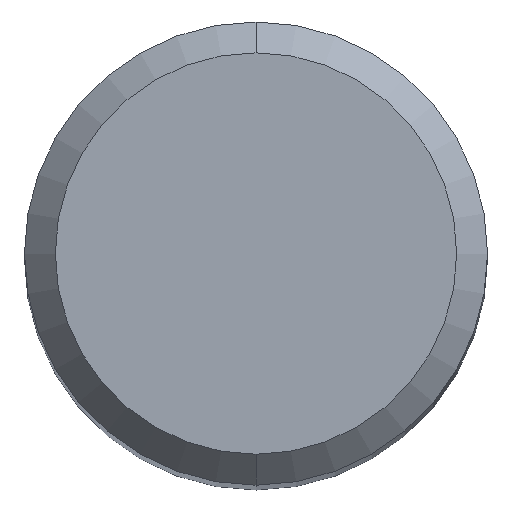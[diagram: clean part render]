
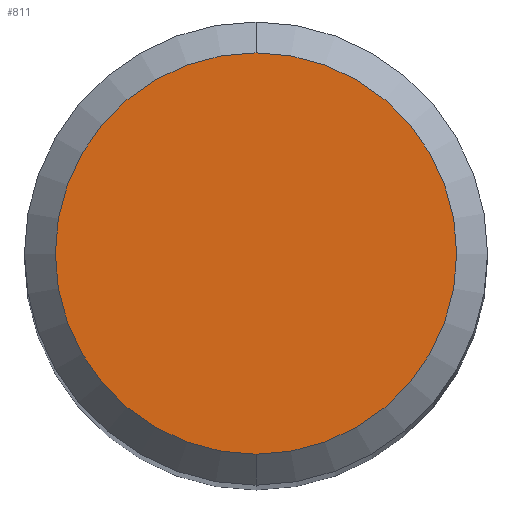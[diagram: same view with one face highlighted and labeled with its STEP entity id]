
A CAD part, top view. The second image highlights one B-rep face of the part: STEP entity #811.
In plain terms, the highlighted planar face has unit normal (0, 0, 1).
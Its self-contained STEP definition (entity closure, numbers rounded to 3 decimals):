
#575=EDGE_CURVE('',#1433,#739,#1627,.T.);
#739=VERTEX_POINT('',#1802);
#811=ADVANCED_FACE('',(#1882),#1883,.T.);
#1093=EDGE_CURVE('',#739,#1433,#2196,.T.);
#1433=VERTEX_POINT('',#2569);
#1627=CIRCLE('',#2834,2.6);
#1802=CARTESIAN_POINT('',(0.0,2.6,0.0));
#1882=FACE_OUTER_BOUND('',#4187,.T.);
#1883=PLANE('',#4188);
#2196=CIRCLE('',#5753,2.6);
#2569=CARTESIAN_POINT('',(0.,-2.6,0.0));
#2834=AXIS2_PLACEMENT_3D('',#8975,#8976,#8977);
#4187=EDGE_LOOP('',(#9242,#9243));
#4188=AXIS2_PLACEMENT_3D('',#9244,#9245,#9246);
#5753=AXIS2_PLACEMENT_3D('',#9628,#9629,#9630);
#8975=CARTESIAN_POINT('',(0.0,0.0,0.0));
#8976=DIRECTION('',(0.0,0.0,-1.0));
#8977=DIRECTION('',(0.0,1.0,0.0));
#9242=ORIENTED_EDGE('',*,*,#1093,.F.);
#9243=ORIENTED_EDGE('',*,*,#575,.F.);
#9244=CARTESIAN_POINT('',(0.0,1.3,0.0));
#9245=DIRECTION('',(-0.0,0.0,1.0));
#9246=DIRECTION('',(0.0,-1.0,0.0));
#9628=CARTESIAN_POINT('',(0.0,0.0,0.0));
#9629=DIRECTION('',(0.0,0.0,-1.0));
#9630=DIRECTION('',(0.0,1.0,0.0));
